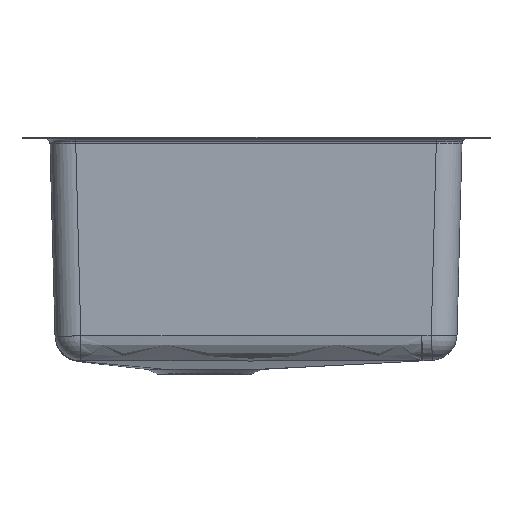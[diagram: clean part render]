
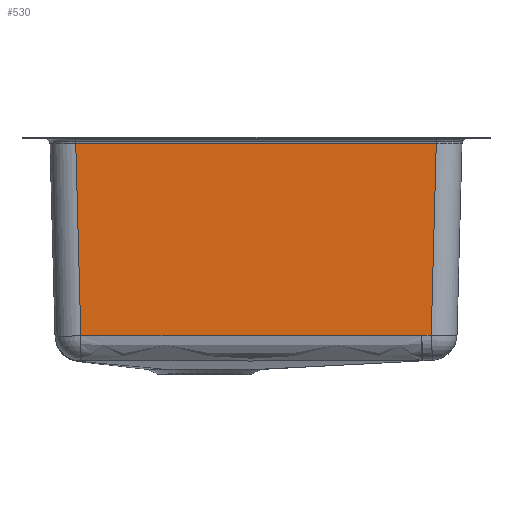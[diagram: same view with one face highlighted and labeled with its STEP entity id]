
A CAD part, left-side view. The second image highlights one B-rep face of the part: STEP entity #530.
In plain terms, the highlighted planar face has unit normal (-1, 0, -0.026).
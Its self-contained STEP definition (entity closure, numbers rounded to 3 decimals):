
#340=B_SPLINE_CURVE_WITH_KNOTS('',3,(#4443,#4444,#4445,#4446),.UNSPECIFIED.,
.F.,.F.,(4,4),(0.,1.),.UNSPECIFIED.);
#341=B_SPLINE_CURVE_WITH_KNOTS('',3,(#4459,#4460,#4461,#4462,#4463,#4464,
#4465,#4466,#4467,#4468,#4469,#4470,#4471),.UNSPECIFIED.,.F.,.F.,(4,3,3,
3,4),(0.,0.125,0.514,0.903,1.),.UNSPECIFIED.);
#530=ADVANCED_FACE('',(#735),#680,.F.);
#680=PLANE('',#2881);
#735=FACE_OUTER_BOUND('',#932,.T.);
#932=EDGE_LOOP('',(#1445,#1446,#1447,#1448,#1449));
#1119=LINE('',#4539,#1207);
#1121=LINE('',#4543,#1209);
#1123=LINE('',#4549,#1211);
#1207=VECTOR('',#3236,1.);
#1209=VECTOR('',#3242,1.);
#1211=VECTOR('',#3248,1.);
#1445=ORIENTED_EDGE('',*,*,#2473,.T.);
#1446=ORIENTED_EDGE('',*,*,#2478,.T.);
#1447=ORIENTED_EDGE('',*,*,#2475,.T.);
#1448=ORIENTED_EDGE('',*,*,#2459,.T.);
#1449=ORIENTED_EDGE('',*,*,#2458,.T.);
#2168=VERTEX_POINT('',#4230);
#2176=VERTEX_POINT('',#4442);
#2177=VERTEX_POINT('',#4472);
#2183=VERTEX_POINT('',#4538);
#2184=VERTEX_POINT('',#4544);
#2458=EDGE_CURVE('',#2168,#2176,#340,.T.);
#2459=EDGE_CURVE('',#2177,#2168,#341,.T.);
#2473=EDGE_CURVE('',#2176,#2183,#1119,.T.);
#2475=EDGE_CURVE('',#2184,#2177,#1121,.T.);
#2478=EDGE_CURVE('',#2183,#2184,#1123,.T.);
#2881=AXIS2_PLACEMENT_3D('',#4550,#3249,#3250);
#3236=DIRECTION('',(-0.026,-0.026,0.999));
#3242=DIRECTION('',(0.026,-0.026,-0.999));
#3248=DIRECTION('',(0.,1.,0.));
#3249=DIRECTION('',(1.,0.,0.026));
#3250=DIRECTION('',(0.026,0.,-1.));
#4230=CARTESIAN_POINT('',(-368.965,-160.723,-192.31));
#4442=CARTESIAN_POINT('',(-368.977,-169.985,-191.85));
#4443=CARTESIAN_POINT('',(-368.965,-160.723,-192.31));
#4444=CARTESIAN_POINT('',(-368.969,-163.81,-192.158));
#4445=CARTESIAN_POINT('',(-368.973,-166.898,-192.004));
#4446=CARTESIAN_POINT('',(-368.977,-169.985,-191.85));
#4459=CARTESIAN_POINT('',(-368.961,169.97,-192.444));
#4460=CARTESIAN_POINT('',(-368.96,156.198,-192.473));
#4461=CARTESIAN_POINT('',(-368.96,142.426,-192.5));
#4462=CARTESIAN_POINT('',(-368.959,128.655,-192.524));
#4463=CARTESIAN_POINT('',(-368.957,85.77,-192.598));
#4464=CARTESIAN_POINT('',(-368.956,42.886,-192.629));
#4465=CARTESIAN_POINT('',(-368.957,0.002,-192.599));
#4466=CARTESIAN_POINT('',(-368.958,-42.883,-192.569));
#4467=CARTESIAN_POINT('',(-368.96,-85.767,-192.482));
#4468=CARTESIAN_POINT('',(-368.963,-128.651,-192.385));
#4469=CARTESIAN_POINT('',(-368.963,-139.342,-192.36));
#4470=CARTESIAN_POINT('',(-368.964,-150.032,-192.335));
#4471=CARTESIAN_POINT('',(-368.965,-160.723,-192.31));
#4472=CARTESIAN_POINT('',(-368.961,169.97,-192.444));
#4538=CARTESIAN_POINT('',(-373.847,-174.855,-5.869));
#4539=CARTESIAN_POINT('',(-373.88,-174.888,-4.603));
#4543=CARTESIAN_POINT('',(-373.88,174.888,-4.603));
#4544=CARTESIAN_POINT('',(-373.847,174.855,-5.869));
#4549=CARTESIAN_POINT('',(-373.847,0.,-5.869));
#4550=CARTESIAN_POINT('',(-374.,0.,-0.026));
